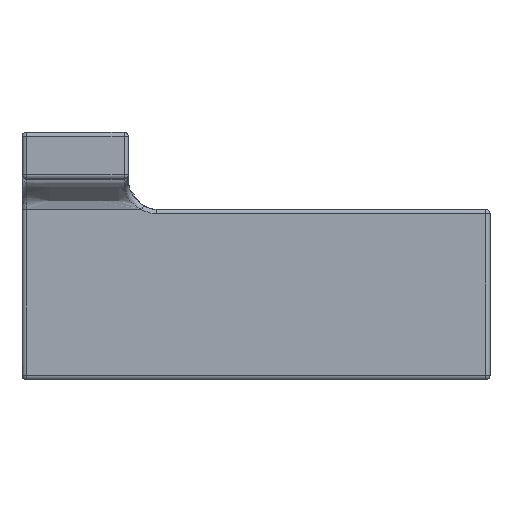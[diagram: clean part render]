
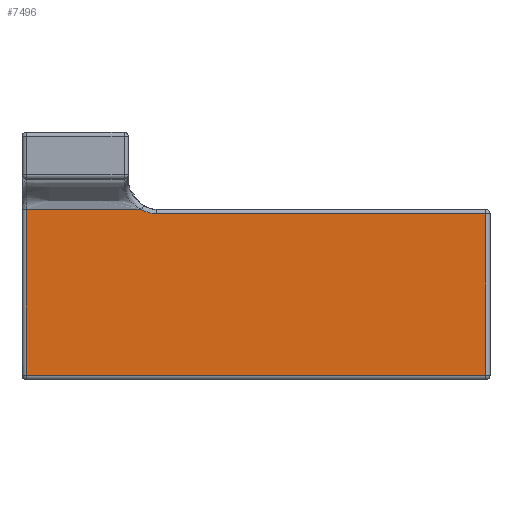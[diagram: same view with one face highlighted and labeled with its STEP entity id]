
A CAD part, top view. The second image highlights one B-rep face of the part: STEP entity #7496.
In plain terms, the highlighted planar face has unit normal (0, 0, 1).
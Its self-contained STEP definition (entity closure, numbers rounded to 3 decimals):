
#7028=CARTESIAN_POINT('Vertex',(-26.836,20.,12.)) ;
#7178=CARTESIAN_POINT('Vertex',(-54.,20.,12.)) ;
#7181=CARTESIAN_POINT('Line Origine',(-38.5,20.,12.)) ;
#7417=CARTESIAN_POINT('Vertex',(-54.,-19.,12.)) ;
#7436=CARTESIAN_POINT('Line Origine',(-54.,12.196,12.)) ;
#7448=CARTESIAN_POINT('Axis2P3D Location',(0.,0.,12.)) ;
#7453=CARTESIAN_POINT('Line Origine',(15.25,19.,12.)) ;
#7457=CARTESIAN_POINT('Vertex',(54.,19.,12.)) ;
#7459=CARTESIAN_POINT('Vertex',(-23.5,19.,12.)) ;
#7463=CARTESIAN_POINT('Control Point',(-23.5,19.,12.)) ;
#7464=CARTESIAN_POINT('Control Point',(-23.817,19.,12.)) ;
#7465=CARTESIAN_POINT('Control Point',(-24.134,19.023,12.)) ;
#7466=CARTESIAN_POINT('Control Point',(-24.449,19.068,12.)) ;
#7467=CARTESIAN_POINT('Control Point',(-25.076,19.202,12.)) ;
#7468=CARTESIAN_POINT('Control Point',(-25.683,19.416,12.)) ;
#7469=CARTESIAN_POINT('Control Point',(-25.983,19.542,12.)) ;
#7470=CARTESIAN_POINT('Control Point',(-26.333,19.712,12.)) ;
#7471=CARTESIAN_POINT('Control Point',(-26.673,19.904,12.)) ;
#7472=CARTESIAN_POINT('Control Point',(-26.727,19.935,12.)) ;
#7473=CARTESIAN_POINT('Control Point',(-26.782,19.967,12.)) ;
#7474=CARTESIAN_POINT('Control Point',(-26.836,20.,12.)) ;
#7476=CARTESIAN_POINT('Line Origine',(0.,-19.,12.)) ;
#7480=CARTESIAN_POINT('Vertex',(54.,-19.,12.)) ;
#7483=CARTESIAN_POINT('Line Origine',(54.,0.,12.)) ;
#7183=VECTOR('Line Direction',#7182,1.) ;
#7438=VECTOR('Line Direction',#7437,1.) ;
#7455=VECTOR('Line Direction',#7454,1.) ;
#7478=VECTOR('Line Direction',#7477,1.) ;
#7485=VECTOR('Line Direction',#7484,1.) ;
#7182=DIRECTION('Vector Direction',(1.,0.,0.)) ;
#7437=DIRECTION('Vector Direction',(0.,-1.,0.)) ;
#7449=DIRECTION('Axis2P3D Direction',(0.,0.,1.)) ;
#7450=DIRECTION('Axis2P3D XDirection',(1.,0.,0.)) ;
#7454=DIRECTION('Vector Direction',(-1.,0.,0.)) ;
#7477=DIRECTION('Vector Direction',(-1.,0.,0.)) ;
#7484=DIRECTION('Vector Direction',(0.,1.,0.)) ;
#7451=AXIS2_PLACEMENT_3D('Plane Axis2P3D',#7448,#7449,#7450) ;
#7184=LINE('Line',#7181,#7183) ;
#7439=LINE('Line',#7436,#7438) ;
#7456=LINE('Line',#7453,#7455) ;
#7479=LINE('Line',#7476,#7478) ;
#7486=LINE('Line',#7483,#7485) ;
#7452=PLANE('',#7451) ;
#7185=EDGE_CURVE('',#7179,#7029,#7184,.T.) ;
#7440=EDGE_CURVE('',#7179,#7418,#7439,.T.) ;
#7461=EDGE_CURVE('',#7458,#7460,#7456,.T.) ;
#7475=EDGE_CURVE('',#7460,#7029,#7462,.T.) ;
#7482=EDGE_CURVE('',#7481,#7418,#7479,.T.) ;
#7487=EDGE_CURVE('',#7458,#7481,#7486,.F.) ;
#7489=ORIENTED_EDGE('',*,*,#7461,.T.) ;
#7490=ORIENTED_EDGE('',*,*,#7475,.T.) ;
#7491=ORIENTED_EDGE('',*,*,#7185,.F.) ;
#7492=ORIENTED_EDGE('',*,*,#7440,.T.) ;
#7493=ORIENTED_EDGE('',*,*,#7482,.F.) ;
#7494=ORIENTED_EDGE('',*,*,#7487,.F.) ;
#7488=EDGE_LOOP('',(#7489,#7490,#7491,#7492,#7493,#7494)) ;
#7029=VERTEX_POINT('',#7028) ;
#7179=VERTEX_POINT('',#7178) ;
#7418=VERTEX_POINT('',#7417) ;
#7458=VERTEX_POINT('',#7457) ;
#7460=VERTEX_POINT('',#7459) ;
#7481=VERTEX_POINT('',#7480) ;
#7496=ADVANCED_FACE('Hauptk\X2\00F6\X0\rper',(#7495),#7452,.T.) ;
#7462=B_SPLINE_CURVE_WITH_KNOTS('',5,(#7463,#7464,#7465,#7466,#7467,#7468,#7469,#7470,#7471,#7472,#7473,#7474),.UNSPECIFIED.,.F.,.U.,(6,3,3,6),(7.966,10.014,12.093,12.496),.UNSPECIFIED.) ;
#7495=FACE_OUTER_BOUND('',#7488,.T.) ;
